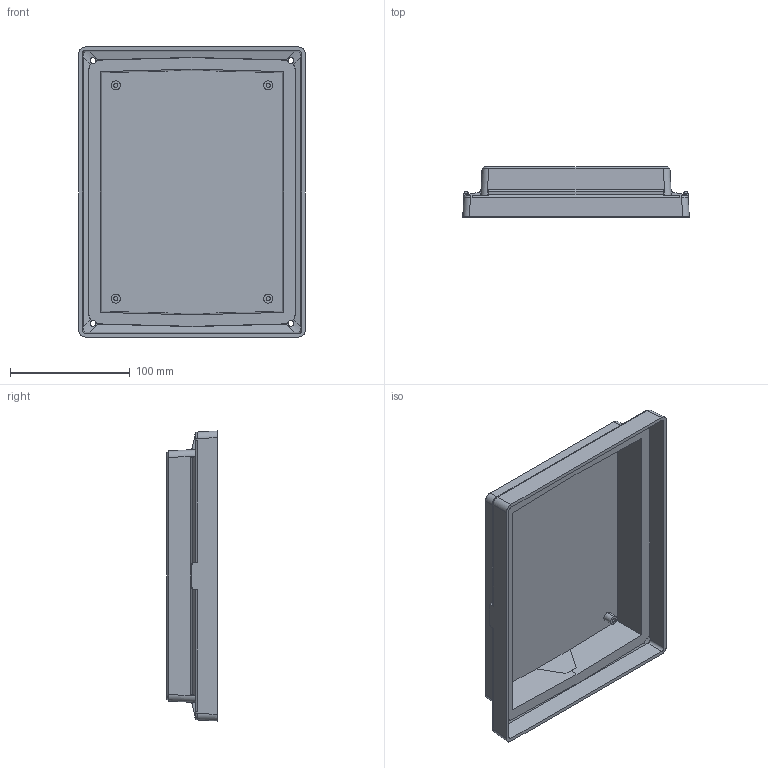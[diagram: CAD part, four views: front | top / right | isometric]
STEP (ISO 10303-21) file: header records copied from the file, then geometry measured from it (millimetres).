
FILE_DESCRIPTION (( 'STEP AP214' ), '1' );
FILE_NAME ('8x6_screw_cover.STEP', '2016-05-12T05:23:42', ( '' ), ( '' ), 'SwSTEP 2.0', 'SolidWorks 2015', '' );
FILE_SCHEMA (( 'AUTOMOTIVE_DESIGN' ));
Length unit declared in the file: millimetre
Products named in the file (1): 8x6_screw_cover
Bounding box: 188.84 x 42 x 241.84 mm (x, y, z)
Volume: 271866.8 mm3; surface area: 156266.2 mm2
Topology: 1 solids, 1 shells, 170 faces, 478 edges, 316 vertices
Faces by surface type: plane 76, cylinder 74, bspline 20
Entity records: 6208 total; most frequent: CARTESIAN_POINT 2146, ORIENTED_EDGE 956, DIRECTION 718, EDGE_CURVE 478, VERTEX_POINT 316, AXIS2_PLACEMENT_3D 240, LINE 238, VECTOR 238
